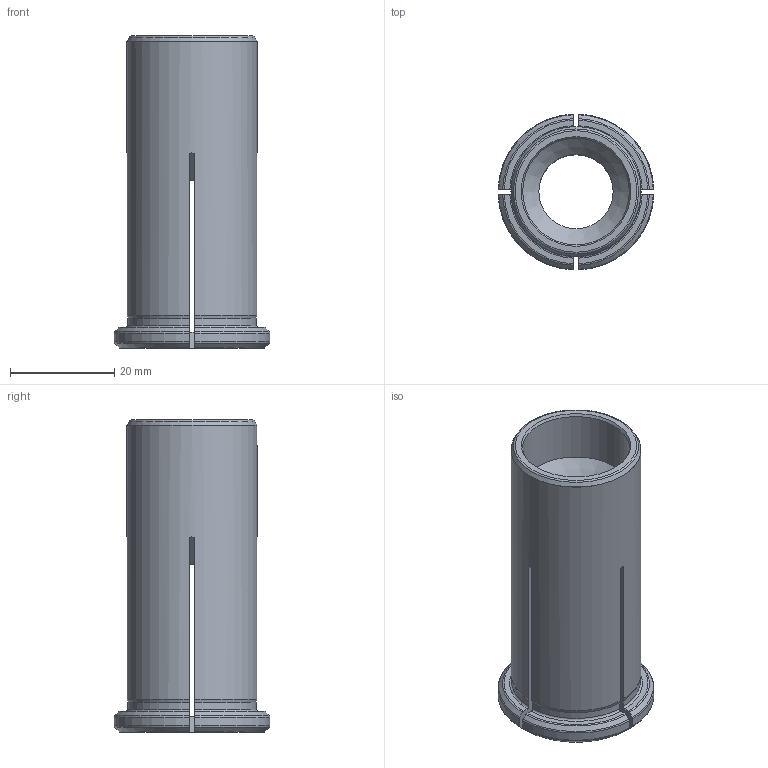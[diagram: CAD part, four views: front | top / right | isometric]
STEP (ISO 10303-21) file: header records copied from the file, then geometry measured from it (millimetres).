
FILE_DESCRIPTION(/* description */ (''),/* implementation_level */ '2;1');
FILE_NAME(/* name */ '192514291.stp',/* time_stamp */ '2021-09-17T13:28:30',/* author */ ('LRA'),/* organization */ ('REGO-FIX'),/* preprocessor_version */ ' Unknown',/* originating_system */ 'SIEMENS PLM Software Solid Edge ST10',/* authorization */ 'Unknown');
FILE_SCHEMA (('AUTOMOTIVE_DESIGN { 1 0 10303 214 2 1 1}'));
Length unit declared in the file: millimetre
Products named in the file (1): NOCUT
Bounding box: 29.98 x 29.98 x 60 mm (x, y, z)
Volume: 17850.9 mm3; surface area: 9783.4 mm2
Topology: 1 solids, 1 shells, 71 faces, 218 edges, 144 vertices
Faces by surface type: torus 23, plane 22, cone 15, cylinder 11
Full cylindrical faces by diameter (mm): 14.288 x1, 20.5 x1, 25 x1
Entity records: 2474 total; most frequent: CARTESIAN_POINT 607, ORIENTED_EDGE 404, DIRECTION 358, EDGE_CURVE 202, AXIS2_PLACEMENT_3D 145, VERTEX_POINT 138, EDGE_LOOP 86, FACE_BOUND 86
